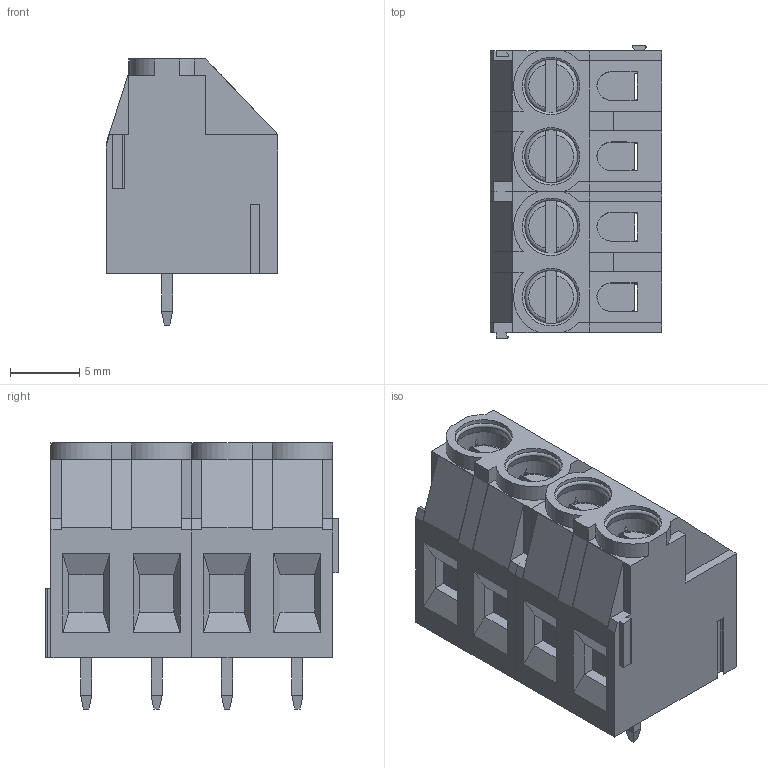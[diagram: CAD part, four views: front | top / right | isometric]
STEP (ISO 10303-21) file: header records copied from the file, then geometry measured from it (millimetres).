
FILE_DESCRIPTION( ( 'STEP AP214' ), '1' );
FILE_NAME( 'MB710-508M04-20210519.stp', '2023-03-06T06:14:54', ( ' ' ), ( ' ' ), 'XStep 1.0', ' ', ' ' );
FILE_SCHEMA( ( 'CONFIG_CONTROL_DESIGN) ( )' ) );
Length unit declared in the file: metre
Products named in the file (1): 1
Bounding box: 12.4 x 21.15 x 19.2 mm (x, y, z)
Volume: 2787.7 mm3; surface area: 3105.3 mm2
Topology: 1 solids, 1 shells, 412 faces, 1076 edges, 684 vertices
Faces by surface type: plane 318, cylinder 58, cone 20, torus 16
Full cylindrical faces by diameter (mm): 2.5 x4, 2.59 x4, 4.14 x8
Entity records: 16104 total; most frequent: CARTESIAN_POINT 2849, ORIENTED_EDGE 2064, DIRECTION 1962, EDGE_CURVE 1032, LINE 832, VECTOR 832, VERTEX_POINT 676, AXIS2_PLACEMENT_3D 565
